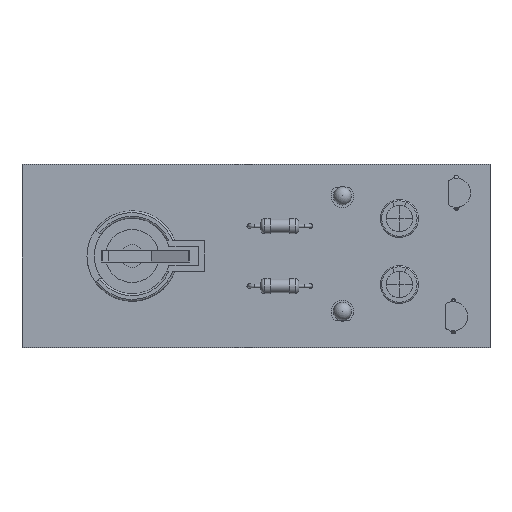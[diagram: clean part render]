
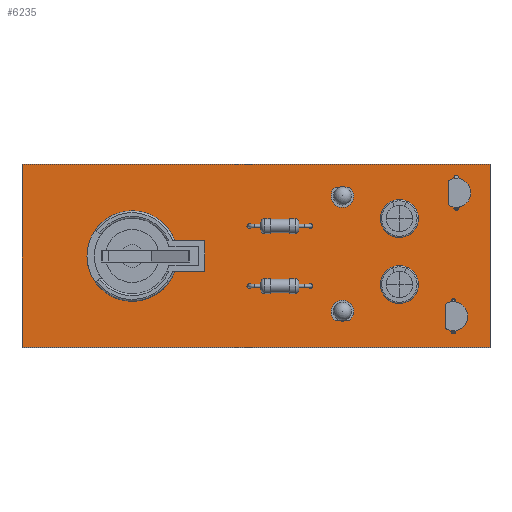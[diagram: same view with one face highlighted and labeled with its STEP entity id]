
A CAD part, top view. The second image highlights one B-rep face of the part: STEP entity #6235.
In plain terms, the highlighted planar face has unit normal (0, 0, 1).
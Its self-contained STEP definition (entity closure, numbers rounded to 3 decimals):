
#5903 = VERTEX_POINT('',#5904);
#5904 = CARTESIAN_POINT('',(235.102,-85.231,1.6));
#5910 = EDGE_CURVE('',#5903,#5911,#5913,.T.);
#5911 = VERTEX_POINT('',#5912);
#5912 = CARTESIAN_POINT('',(157.102,-85.231,1.6));
#5913 = LINE('',#5914,#5915);
#5914 = CARTESIAN_POINT('',(235.102,-85.231,1.6));
#5915 = VECTOR('',#5916,1.);
#5916 = DIRECTION('',(-1.,0.,0.));
#5943 = VERTEX_POINT('',#5944);
#5944 = CARTESIAN_POINT('',(235.102,-54.731,1.6));
#5950 = EDGE_CURVE('',#5943,#5903,#5951,.T.);
#5951 = LINE('',#5952,#5953);
#5952 = CARTESIAN_POINT('',(235.102,-54.731,1.6));
#5953 = VECTOR('',#5954,1.);
#5954 = DIRECTION('',(0.,-1.,0.));
#5972 = EDGE_CURVE('',#5911,#5973,#5975,.T.);
#5973 = VERTEX_POINT('',#5974);
#5974 = CARTESIAN_POINT('',(157.102,-54.731,1.6));
#5975 = LINE('',#5976,#5977);
#5976 = CARTESIAN_POINT('',(157.102,-85.231,1.6));
#5977 = VECTOR('',#5978,1.);
#5978 = DIRECTION('',(0.,1.,0.));
#6235 = ADVANCED_FACE('',(#6236,#6247,#6258,#6269,#6280,#6291,#6302,
    #6313,#6324,#6335,#6346,#6357,#6368,#6379,#6390,#6401,#6412,#6423,
    #6434,#6445,#6456),#6467,.T.);
#6236 = FACE_BOUND('',#6237,.T.);
#6237 = EDGE_LOOP('',(#6238,#6239,#6240,#6246));
#6238 = ORIENTED_EDGE('',*,*,#5910,.F.);
#6239 = ORIENTED_EDGE('',*,*,#5950,.F.);
#6240 = ORIENTED_EDGE('',*,*,#6241,.F.);
#6241 = EDGE_CURVE('',#5973,#5943,#6242,.T.);
#6242 = LINE('',#6243,#6244);
#6243 = CARTESIAN_POINT('',(157.102,-54.731,1.6));
#6244 = VECTOR('',#6245,1.);
#6245 = DIRECTION('',(1.,0.,0.));
#6246 = ORIENTED_EDGE('',*,*,#5972,.F.);
#6247 = FACE_BOUND('',#6248,.T.);
#6248 = EDGE_LOOP('',(#6249));
#6249 = ORIENTED_EDGE('',*,*,#6250,.T.);
#6250 = EDGE_CURVE('',#6251,#6251,#6253,.T.);
#6251 = VERTEX_POINT('',#6252);
#6252 = CARTESIAN_POINT('',(175.006,-70.508,1.6));
#6253 = CIRCLE('',#6254,0.508);
#6254 = AXIS2_PLACEMENT_3D('',#6255,#6256,#6257);
#6255 = CARTESIAN_POINT('',(175.006,-70.,1.6));
#6256 = DIRECTION('',(-0.,0.,-1.));
#6257 = DIRECTION('',(-0.,-1.,0.));
#6258 = FACE_BOUND('',#6259,.T.);
#6259 = EDGE_LOOP('',(#6260));
#6260 = ORIENTED_EDGE('',*,*,#6261,.T.);
#6261 = EDGE_CURVE('',#6262,#6262,#6264,.T.);
#6262 = VERTEX_POINT('',#6263);
#6263 = CARTESIAN_POINT('',(184.988,-70.508,1.6));
#6264 = CIRCLE('',#6265,0.508);
#6265 = AXIS2_PLACEMENT_3D('',#6266,#6267,#6268);
#6266 = CARTESIAN_POINT('',(184.988,-70.,1.6));
#6267 = DIRECTION('',(-0.,0.,-1.));
#6268 = DIRECTION('',(-0.,-1.,0.));
#6269 = FACE_BOUND('',#6270,.T.);
#6270 = EDGE_LOOP('',(#6271));
#6271 = ORIENTED_EDGE('',*,*,#6272,.T.);
#6272 = EDGE_CURVE('',#6273,#6273,#6275,.T.);
#6273 = VERTEX_POINT('',#6274);
#6274 = CARTESIAN_POINT('',(195.,-75.4,1.6));
#6275 = CIRCLE('',#6276,0.4);
#6276 = AXIS2_PLACEMENT_3D('',#6277,#6278,#6279);
#6277 = CARTESIAN_POINT('',(195.,-75.,1.6));
#6278 = DIRECTION('',(-0.,0.,-1.));
#6279 = DIRECTION('',(-0.,-1.,0.));
#6280 = FACE_BOUND('',#6281,.T.);
#6281 = EDGE_LOOP('',(#6282));
#6282 = ORIENTED_EDGE('',*,*,#6283,.T.);
#6283 = EDGE_CURVE('',#6284,#6284,#6286,.T.);
#6284 = VERTEX_POINT('',#6285);
#6285 = CARTESIAN_POINT('',(210.5,-80.9,1.6));
#6286 = CIRCLE('',#6287,0.4);
#6287 = AXIS2_PLACEMENT_3D('',#6288,#6289,#6290);
#6288 = CARTESIAN_POINT('',(210.5,-80.5,1.6));
#6289 = DIRECTION('',(-0.,0.,-1.));
#6290 = DIRECTION('',(-0.,-1.,0.));
#6291 = FACE_BOUND('',#6292,.T.);
#6292 = EDGE_LOOP('',(#6293));
#6293 = ORIENTED_EDGE('',*,*,#6294,.T.);
#6294 = EDGE_CURVE('',#6295,#6295,#6297,.T.);
#6295 = VERTEX_POINT('',#6296);
#6296 = CARTESIAN_POINT('',(210.5,-78.36,1.6));
#6297 = CIRCLE('',#6298,0.4);
#6298 = AXIS2_PLACEMENT_3D('',#6299,#6300,#6301);
#6299 = CARTESIAN_POINT('',(210.5,-77.96,1.6));
#6300 = DIRECTION('',(-0.,0.,-1.));
#6301 = DIRECTION('',(-0.,-1.,0.));
#6302 = FACE_BOUND('',#6303,.T.);
#6303 = EDGE_LOOP('',(#6304));
#6304 = ORIENTED_EDGE('',*,*,#6305,.T.);
#6305 = EDGE_CURVE('',#6306,#6306,#6308,.T.);
#6306 = VERTEX_POINT('',#6307);
#6307 = CARTESIAN_POINT('',(229.,-82.98,1.6));
#6308 = CIRCLE('',#6309,0.4);
#6309 = AXIS2_PLACEMENT_3D('',#6310,#6311,#6312);
#6310 = CARTESIAN_POINT('',(229.,-82.58,1.6));
#6311 = DIRECTION('',(-0.,0.,-1.));
#6312 = DIRECTION('',(-0.,-1.,0.));
#6313 = FACE_BOUND('',#6314,.T.);
#6314 = EDGE_LOOP('',(#6315));
#6315 = ORIENTED_EDGE('',*,*,#6316,.T.);
#6316 = EDGE_CURVE('',#6317,#6317,#6319,.T.);
#6317 = VERTEX_POINT('',#6318);
#6318 = CARTESIAN_POINT('',(229.,-80.44,1.6));
#6319 = CIRCLE('',#6320,0.4);
#6320 = AXIS2_PLACEMENT_3D('',#6321,#6322,#6323);
#6321 = CARTESIAN_POINT('',(229.,-80.04,1.6));
#6322 = DIRECTION('',(-0.,0.,-1.));
#6323 = DIRECTION('',(-0.,-1.,0.));
#6324 = FACE_BOUND('',#6325,.T.);
#6325 = EDGE_LOOP('',(#6326));
#6326 = ORIENTED_EDGE('',*,*,#6327,.T.);
#6327 = EDGE_CURVE('',#6328,#6328,#6330,.T.);
#6328 = VERTEX_POINT('',#6329);
#6329 = CARTESIAN_POINT('',(229.,-77.9,1.6));
#6330 = CIRCLE('',#6331,0.4);
#6331 = AXIS2_PLACEMENT_3D('',#6332,#6333,#6334);
#6332 = CARTESIAN_POINT('',(229.,-77.5,1.6));
#6333 = DIRECTION('',(-0.,0.,-1.));
#6334 = DIRECTION('',(-0.,-1.,0.));
#6335 = FACE_BOUND('',#6336,.T.);
#6336 = EDGE_LOOP('',(#6337));
#6337 = ORIENTED_EDGE('',*,*,#6338,.T.);
#6338 = EDGE_CURVE('',#6339,#6339,#6341,.T.);
#6339 = VERTEX_POINT('',#6340);
#6340 = CARTESIAN_POINT('',(205.16,-75.4,1.6));
#6341 = CIRCLE('',#6342,0.4);
#6342 = AXIS2_PLACEMENT_3D('',#6343,#6344,#6345);
#6343 = CARTESIAN_POINT('',(205.16,-75.,1.6));
#6344 = DIRECTION('',(-0.,0.,-1.));
#6345 = DIRECTION('',(-0.,-1.,0.));
#6346 = FACE_BOUND('',#6347,.T.);
#6347 = EDGE_LOOP('',(#6348));
#6348 = ORIENTED_EDGE('',*,*,#6349,.T.);
#6349 = EDGE_CURVE('',#6350,#6350,#6352,.T.);
#6350 = VERTEX_POINT('',#6351);
#6351 = CARTESIAN_POINT('',(220.,-76.4,1.6));
#6352 = CIRCLE('',#6353,0.4);
#6353 = AXIS2_PLACEMENT_3D('',#6354,#6355,#6356);
#6354 = CARTESIAN_POINT('',(220.,-76.,1.6));
#6355 = DIRECTION('',(-0.,0.,-1.));
#6356 = DIRECTION('',(-0.,-1.,0.));
#6357 = FACE_BOUND('',#6358,.T.);
#6358 = EDGE_LOOP('',(#6359));
#6359 = ORIENTED_EDGE('',*,*,#6360,.T.);
#6360 = EDGE_CURVE('',#6361,#6361,#6363,.T.);
#6361 = VERTEX_POINT('',#6362);
#6362 = CARTESIAN_POINT('',(220.,-73.9,1.6));
#6363 = CIRCLE('',#6364,0.4);
#6364 = AXIS2_PLACEMENT_3D('',#6365,#6366,#6367);
#6365 = CARTESIAN_POINT('',(220.,-73.5,1.6));
#6366 = DIRECTION('',(-0.,0.,-1.));
#6367 = DIRECTION('',(-0.,-1.,0.));
#6368 = FACE_BOUND('',#6369,.T.);
#6369 = EDGE_LOOP('',(#6370));
#6370 = ORIENTED_EDGE('',*,*,#6371,.T.);
#6371 = EDGE_CURVE('',#6372,#6372,#6374,.T.);
#6372 = VERTEX_POINT('',#6373);
#6373 = CARTESIAN_POINT('',(195.,-65.4,1.6));
#6374 = CIRCLE('',#6375,0.4);
#6375 = AXIS2_PLACEMENT_3D('',#6376,#6377,#6378);
#6376 = CARTESIAN_POINT('',(195.,-65.,1.6));
#6377 = DIRECTION('',(-0.,0.,-1.));
#6378 = DIRECTION('',(-0.,-1.,0.));
#6379 = FACE_BOUND('',#6380,.T.);
#6380 = EDGE_LOOP('',(#6381));
#6381 = ORIENTED_EDGE('',*,*,#6382,.T.);
#6382 = EDGE_CURVE('',#6383,#6383,#6385,.T.);
#6383 = VERTEX_POINT('',#6384);
#6384 = CARTESIAN_POINT('',(205.16,-65.4,1.6));
#6385 = CIRCLE('',#6386,0.4);
#6386 = AXIS2_PLACEMENT_3D('',#6387,#6388,#6389);
#6387 = CARTESIAN_POINT('',(205.16,-65.,1.6));
#6388 = DIRECTION('',(-0.,0.,-1.));
#6389 = DIRECTION('',(-0.,-1.,0.));
#6390 = FACE_BOUND('',#6391,.T.);
#6391 = EDGE_LOOP('',(#6392));
#6392 = ORIENTED_EDGE('',*,*,#6393,.T.);
#6393 = EDGE_CURVE('',#6394,#6394,#6396,.T.);
#6394 = VERTEX_POINT('',#6395);
#6395 = CARTESIAN_POINT('',(220.,-65.4,1.6));
#6396 = CIRCLE('',#6397,0.4);
#6397 = AXIS2_PLACEMENT_3D('',#6398,#6399,#6400);
#6398 = CARTESIAN_POINT('',(220.,-65.,1.6));
#6399 = DIRECTION('',(-0.,0.,-1.));
#6400 = DIRECTION('',(-0.,-1.,0.));
#6401 = FACE_BOUND('',#6402,.T.);
#6402 = EDGE_LOOP('',(#6403));
#6403 = ORIENTED_EDGE('',*,*,#6404,.T.);
#6404 = EDGE_CURVE('',#6405,#6405,#6407,.T.);
#6405 = VERTEX_POINT('',#6406);
#6406 = CARTESIAN_POINT('',(210.5,-61.665,1.6));
#6407 = CIRCLE('',#6408,0.4);
#6408 = AXIS2_PLACEMENT_3D('',#6409,#6410,#6411);
#6409 = CARTESIAN_POINT('',(210.5,-61.265,1.6));
#6410 = DIRECTION('',(-0.,0.,-1.));
#6411 = DIRECTION('',(-0.,-1.,0.));
#6412 = FACE_BOUND('',#6413,.T.);
#6413 = EDGE_LOOP('',(#6414));
#6414 = ORIENTED_EDGE('',*,*,#6415,.T.);
#6415 = EDGE_CURVE('',#6416,#6416,#6418,.T.);
#6416 = VERTEX_POINT('',#6417);
#6417 = CARTESIAN_POINT('',(210.5,-59.125,1.6));
#6418 = CIRCLE('',#6419,0.4);
#6419 = AXIS2_PLACEMENT_3D('',#6420,#6421,#6422);
#6420 = CARTESIAN_POINT('',(210.5,-58.725,1.6));
#6421 = DIRECTION('',(-0.,0.,-1.));
#6422 = DIRECTION('',(-0.,-1.,0.));
#6423 = FACE_BOUND('',#6424,.T.);
#6424 = EDGE_LOOP('',(#6425));
#6425 = ORIENTED_EDGE('',*,*,#6426,.T.);
#6426 = EDGE_CURVE('',#6427,#6427,#6429,.T.);
#6427 = VERTEX_POINT('',#6428);
#6428 = CARTESIAN_POINT('',(220.,-62.9,1.6));
#6429 = CIRCLE('',#6430,0.4);
#6430 = AXIS2_PLACEMENT_3D('',#6431,#6432,#6433);
#6431 = CARTESIAN_POINT('',(220.,-62.5,1.6));
#6432 = DIRECTION('',(-0.,0.,-1.));
#6433 = DIRECTION('',(-0.,-1.,0.));
#6434 = FACE_BOUND('',#6435,.T.);
#6435 = EDGE_LOOP('',(#6436));
#6436 = ORIENTED_EDGE('',*,*,#6437,.T.);
#6437 = EDGE_CURVE('',#6438,#6438,#6440,.T.);
#6438 = VERTEX_POINT('',#6439);
#6439 = CARTESIAN_POINT('',(229.5,-62.4,1.6));
#6440 = CIRCLE('',#6441,0.4);
#6441 = AXIS2_PLACEMENT_3D('',#6442,#6443,#6444);
#6442 = CARTESIAN_POINT('',(229.5,-62.,1.6));
#6443 = DIRECTION('',(-0.,0.,-1.));
#6444 = DIRECTION('',(-0.,-1.,0.));
#6445 = FACE_BOUND('',#6446,.T.);
#6446 = EDGE_LOOP('',(#6447));
#6447 = ORIENTED_EDGE('',*,*,#6448,.T.);
#6448 = EDGE_CURVE('',#6449,#6449,#6451,.T.);
#6449 = VERTEX_POINT('',#6450);
#6450 = CARTESIAN_POINT('',(229.5,-59.86,1.6));
#6451 = CIRCLE('',#6452,0.4);
#6452 = AXIS2_PLACEMENT_3D('',#6453,#6454,#6455);
#6453 = CARTESIAN_POINT('',(229.5,-59.46,1.6));
#6454 = DIRECTION('',(-0.,0.,-1.));
#6455 = DIRECTION('',(-0.,-1.,0.));
#6456 = FACE_BOUND('',#6457,.T.);
#6457 = EDGE_LOOP('',(#6458));
#6458 = ORIENTED_EDGE('',*,*,#6459,.T.);
#6459 = EDGE_CURVE('',#6460,#6460,#6462,.T.);
#6460 = VERTEX_POINT('',#6461);
#6461 = CARTESIAN_POINT('',(229.5,-57.32,1.6));
#6462 = CIRCLE('',#6463,0.4);
#6463 = AXIS2_PLACEMENT_3D('',#6464,#6465,#6466);
#6464 = CARTESIAN_POINT('',(229.5,-56.92,1.6));
#6465 = DIRECTION('',(-0.,0.,-1.));
#6466 = DIRECTION('',(-0.,-1.,0.));
#6467 = PLANE('',#6468);
#6468 = AXIS2_PLACEMENT_3D('',#6469,#6470,#6471);
#6469 = CARTESIAN_POINT('',(0.,0.,1.6));
#6470 = DIRECTION('',(0.,0.,1.));
#6471 = DIRECTION('',(1.,0.,-0.));
